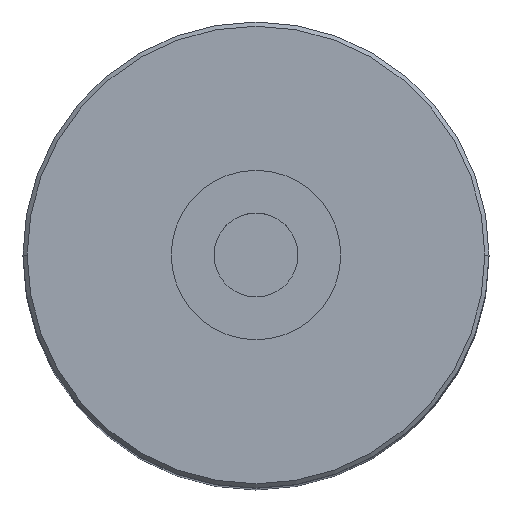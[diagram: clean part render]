
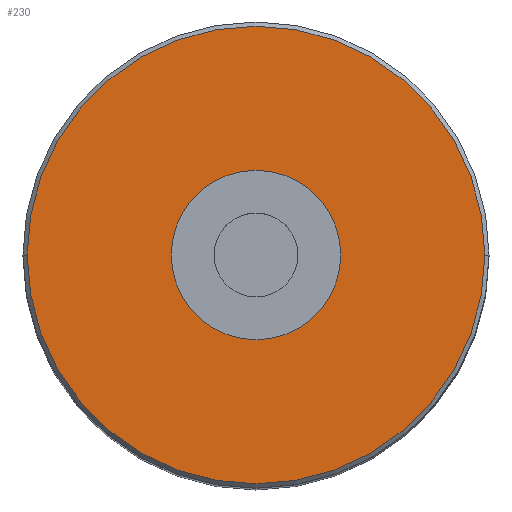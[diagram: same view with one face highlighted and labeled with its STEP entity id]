
A CAD part, top view. The second image highlights one B-rep face of the part: STEP entity #230.
In plain terms, the highlighted face is planar.
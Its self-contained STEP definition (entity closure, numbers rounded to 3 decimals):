
#3 = CIRCLE ( 'NONE', #1043, 54. ) ;
#27 = CARTESIAN_POINT ( 'NONE',  ( 2., 54., 0. ) ) ;
#123 = CARTESIAN_POINT ( 'NONE',  ( 2., 0., 54. ) ) ;
#134 = DIRECTION ( 'NONE',  ( 0., 0., 1. ) ) ;
#176 = DIRECTION ( 'NONE',  ( 1., 0., 0. ) ) ;
#195 = DIRECTION ( 'NONE',  ( -1., 0., 0. ) ) ;
#230 = ADVANCED_FACE ( 'NONE', ( #1375, #958 ), #1102, .F. ) ;
#244 = EDGE_LOOP ( 'NONE', ( #1675, #1743 ) ) ;
#284 = EDGE_CURVE ( 'NONE', #1103, #1586, #551, .T. ) ;
#366 = AXIS2_PLACEMENT_3D ( 'NONE', #1669, #1534, #808 ) ;
#374 = CIRCLE ( 'NONE', #617, 20. ) ;
#378 = DIRECTION ( 'NONE',  ( -1., 0., 0. ) ) ;
#551 = CIRCLE ( 'NONE', #1019, 20. ) ;
#617 = AXIS2_PLACEMENT_3D ( 'NONE', #882, #1915, #134 ) ;
#632 = VERTEX_POINT ( 'NONE', #1761 ) ;
#640 = CARTESIAN_POINT ( 'NONE',  ( 2., 0., -20. ) ) ;
#677 = EDGE_LOOP ( 'NONE', ( #1292, #1900 ) ) ;
#733 = EDGE_CURVE ( 'NONE', #1586, #1103, #374, .T. ) ;
#794 = CARTESIAN_POINT ( 'NONE',  ( 2., 0., 0. ) ) ;
#808 = DIRECTION ( 'NONE',  ( 0., 0., 1. ) ) ;
#882 = CARTESIAN_POINT ( 'NONE',  ( 2., 0., 0. ) ) ;
#958 = FACE_OUTER_BOUND ( 'NONE', #677, .T. ) ;
#1003 = CARTESIAN_POINT ( 'NONE',  ( 2., 0., 20. ) ) ;
#1007 = CIRCLE ( 'NONE', #366, 54. ) ;
#1019 = AXIS2_PLACEMENT_3D ( 'NONE', #794, #195, #1371 ) ;
#1043 = AXIS2_PLACEMENT_3D ( 'NONE', #1906, #378, #1777 ) ;
#1074 = EDGE_CURVE ( 'NONE', #1737, #632, #1007, .T. ) ;
#1102 = PLANE ( 'NONE',  #1290 ) ;
#1103 = VERTEX_POINT ( 'NONE', #640 ) ;
#1290 = AXIS2_PLACEMENT_3D ( 'NONE', #27, #176, #1527 ) ;
#1292 = ORIENTED_EDGE ( 'NONE', *, *, #1561, .T. ) ;
#1371 = DIRECTION ( 'NONE',  ( 0., 0., 1. ) ) ;
#1375 = FACE_BOUND ( 'NONE', #244, .T. ) ;
#1527 = DIRECTION ( 'NONE',  ( 0., 0., -1. ) ) ;
#1534 = DIRECTION ( 'NONE',  ( -1., 0., 0. ) ) ;
#1561 = EDGE_CURVE ( 'NONE', #632, #1737, #3, .T. ) ;
#1586 = VERTEX_POINT ( 'NONE', #1003 ) ;
#1669 = CARTESIAN_POINT ( 'NONE',  ( 2., 0., 0. ) ) ;
#1675 = ORIENTED_EDGE ( 'NONE', *, *, #733, .F. ) ;
#1737 = VERTEX_POINT ( 'NONE', #123 ) ;
#1743 = ORIENTED_EDGE ( 'NONE', *, *, #284, .F. ) ;
#1761 = CARTESIAN_POINT ( 'NONE',  ( 2., 0., -54. ) ) ;
#1777 = DIRECTION ( 'NONE',  ( 0., 0., 1. ) ) ;
#1900 = ORIENTED_EDGE ( 'NONE', *, *, #1074, .T. ) ;
#1906 = CARTESIAN_POINT ( 'NONE',  ( 2., 0., 0. ) ) ;
#1915 = DIRECTION ( 'NONE',  ( -1., 0., 0. ) ) ;
